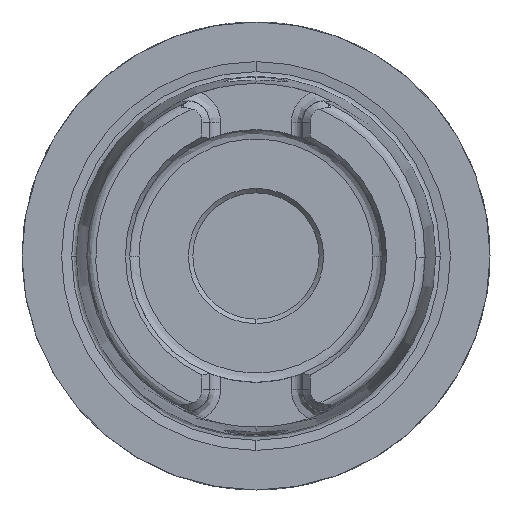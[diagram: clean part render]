
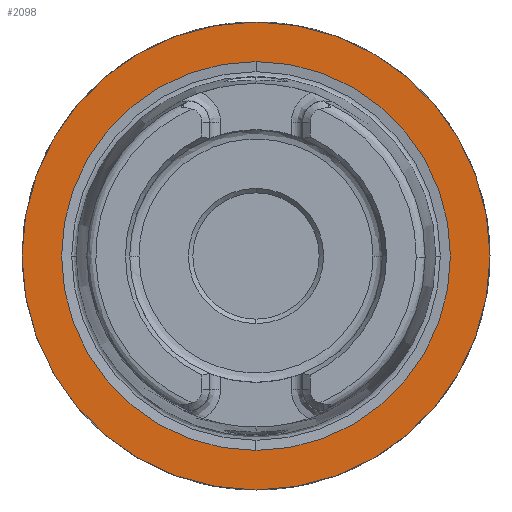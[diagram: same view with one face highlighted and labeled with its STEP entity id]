
A CAD part, left-side view. The second image highlights one B-rep face of the part: STEP entity #2098.
In plain terms, the highlighted planar face has unit normal (-1, 0, 0).
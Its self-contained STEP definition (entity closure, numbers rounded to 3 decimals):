
#47 = EDGE_CURVE ( 'NONE', #4790, #4789, #4011, .T. ) ;
#284 = EDGE_CURVE ( 'NONE', #4769, #4804, #4082, .T. ) ;
#776 = DIRECTION ( 'NONE',  ( 0., 0., -1. ) ) ;
#778 = DIRECTION ( 'NONE',  ( 1., 0., 0. ) ) ;
#780 = CARTESIAN_POINT ( 'NONE',  ( 0., 0., 0. ) ) ;
#785 = DIRECTION ( 'NONE',  ( 0., 0., 1. ) ) ;
#786 = DIRECTION ( 'NONE',  ( -1., 0., 0. ) ) ;
#787 = CARTESIAN_POINT ( 'NONE',  ( 0., 0., 0. ) ) ;
#966 = PLANE ( 'NONE',  #4316 ) ;
#967 = CARTESIAN_POINT ( 'NONE',  ( 0., 0., 0. ) ) ;
#968 = DIRECTION ( 'NONE',  ( 1., 0., 0. ) ) ;
#969 = DIRECTION ( 'NONE',  ( 0., 0., -1. ) ) ;
#2000 = EDGE_CURVE ( 'NONE', #4789, #4790, #4226, .T. ) ;
#2002 = EDGE_CURVE ( 'NONE', #4804, #4769, #4220, .T. ) ;
#2098 = ADVANCED_FACE ( 'NONE', ( #5892, #5893 ), #966, .F. ) ;
#2767 = DIRECTION ( 'NONE',  ( 0., 0., -1. ) ) ;
#2769 = DIRECTION ( 'NONE',  ( 1., 0., 0. ) ) ;
#2770 = CARTESIAN_POINT ( 'NONE',  ( 0., 0., 0. ) ) ;
#3150 = DIRECTION ( 'NONE',  ( 0., 0., 1. ) ) ;
#3151 = DIRECTION ( 'NONE',  ( -1., 0., 0. ) ) ;
#3152 = CARTESIAN_POINT ( 'NONE',  ( 0., 0., 0. ) ) ;
#4011 = CIRCLE ( 'NONE', #4023, 26.174 ) ;
#4023 = AXIS2_PLACEMENT_3D ( 'NONE', #3152, #3151, #3150 ) ;
#4082 = CIRCLE ( 'NONE', #4102, 31.5 ) ;
#4102 = AXIS2_PLACEMENT_3D ( 'NONE', #2770, #2769, #2767 ) ;
#4220 = CIRCLE ( 'NONE', #4236, 31.5 ) ;
#4226 = CIRCLE ( 'NONE', #4234, 26.174 ) ;
#4234 = AXIS2_PLACEMENT_3D ( 'NONE', #787, #786, #785 ) ;
#4236 = AXIS2_PLACEMENT_3D ( 'NONE', #780, #778, #776 ) ;
#4316 = AXIS2_PLACEMENT_3D ( 'NONE', #967, #968, #969 ) ;
#4769 = VERTEX_POINT ( 'NONE', #6172 ) ;
#4789 = VERTEX_POINT ( 'NONE', #6192 ) ;
#4790 = VERTEX_POINT ( 'NONE', #6193 ) ;
#4804 = VERTEX_POINT ( 'NONE', #6207 ) ;
#5409 = ORIENTED_EDGE ( 'NONE', *, *, #2000, .F. ) ;
#5410 = ORIENTED_EDGE ( 'NONE', *, *, #47, .F. ) ;
#5411 = ORIENTED_EDGE ( 'NONE', *, *, #284, .F. ) ;
#5412 = ORIENTED_EDGE ( 'NONE', *, *, #2002, .F. ) ;
#5641 = EDGE_LOOP ( 'NONE', ( #5411, #5412 ) ) ;
#5642 = EDGE_LOOP ( 'NONE', ( #5409, #5410 ) ) ;
#5892 = FACE_BOUND ( 'NONE', #5642, .T. ) ;
#5893 = FACE_OUTER_BOUND ( 'NONE', #5641, .T. ) ;
#6172 = CARTESIAN_POINT ( 'NONE',  ( 0., 0., -31.5 ) ) ;
#6192 = CARTESIAN_POINT ( 'NONE',  ( 0., 0., 26.174 ) ) ;
#6193 = CARTESIAN_POINT ( 'NONE',  ( 0., 0., -26.174 ) ) ;
#6207 = CARTESIAN_POINT ( 'NONE',  ( 0., 0., 31.5 ) ) ;
